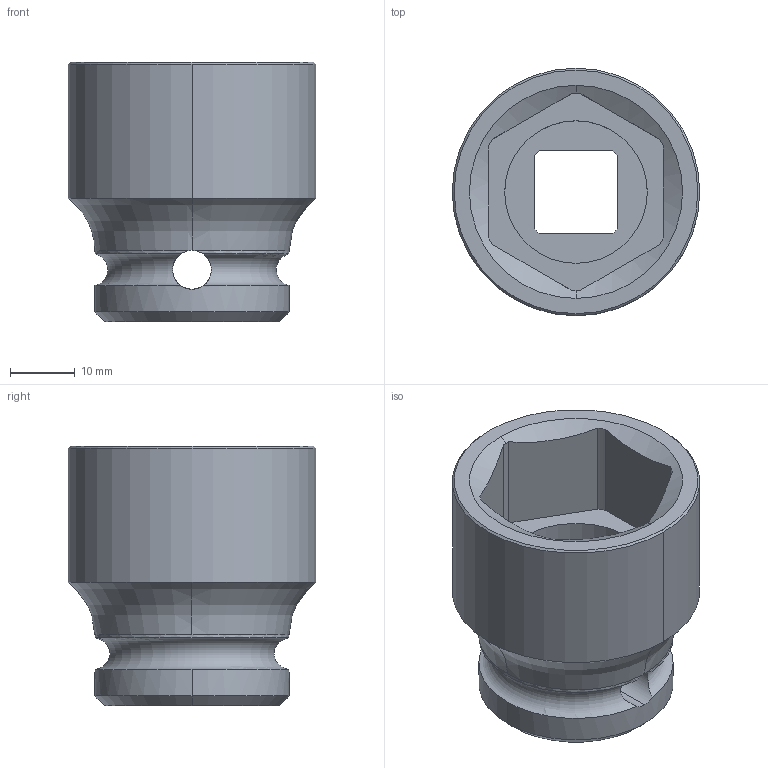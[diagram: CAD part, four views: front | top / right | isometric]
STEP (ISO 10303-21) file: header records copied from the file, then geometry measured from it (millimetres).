
FILE_DESCRIPTION((''),'2;1');
FILE_NAME('4027130099','2023-09-11T12:16:09',('a00565553'),(''),'CREO PARAMETRIC BY PTC INC, 2022414','CREO PARAMETRIC BY PTC INC, 2022414','');
FILE_SCHEMA(('CONFIG_CONTROL_DESIGN','GEOMETRIC_VALIDATION_PROPERTIES_MIM'));
Length unit declared in the file: millimetre
Products named in the file (1): 4027130099
Bounding box: 38.2 x 38.2 x 40 mm (x, y, z)
Volume: 21384.2 mm3; surface area: 8916.1 mm2
Topology: 1 solids, 1 shells, 56 faces, 151 edges, 96 vertices
Faces by surface type: cylinder 23, plane 19, cone 10, torus 4
Entity records: 2073 total; most frequent: CARTESIAN_POINT 563, ORIENTED_EDGE 302, DIRECTION 284, EDGE_CURVE 151, AXIS2_PLACEMENT_3D 114, VERTEX_POINT 96, EDGE_LOOP 61, CIRCLE 58
